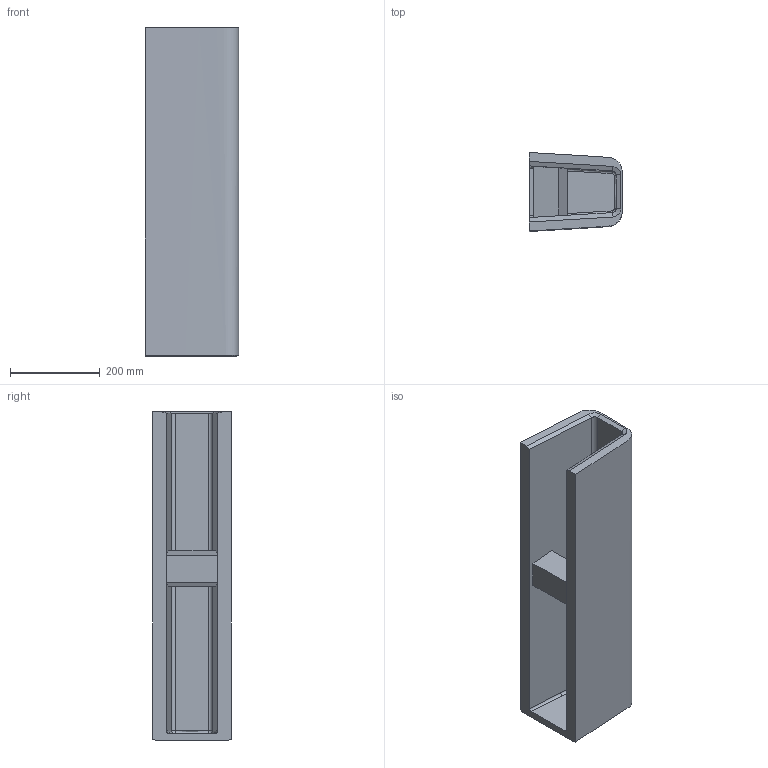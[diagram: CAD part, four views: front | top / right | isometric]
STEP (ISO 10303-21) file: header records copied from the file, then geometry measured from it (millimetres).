
FILE_DESCRIPTION(/* description */ (''),/* implementation_level */ '2;1');
FILE_NAME(/* name */ '085839',/* time_stamp */ '2021-01-04T07:57:49+01:00',/* author */ (''),/* organization */ (''),/* preprocessor_version */ 'ST-DEVELOPER v15',/* originating_system */ '',/* authorisation */ '');
FILE_SCHEMA (('AUTOMOTIVE_DESIGN'));
Length unit declared in the file: millimetre
Products named in the file (1): Document
Bounding box: 208.73 x 175 x 733 mm (x, y, z)
Volume: 10592972.5 mm3; surface area: 866762.5 mm2
Topology: 1 solids, 1 shells, 25 faces, 61 edges, 38 vertices
Faces by surface type: bspline 13, plane 12
Entity records: 1561 total; most frequent: CARTESIAN_POINT 1145, ORIENTED_EDGE 122, EDGE_CURVE 61, B_SPLINE_CURVE_WITH_KNOTS 50, VERTEX_POINT 38, EDGE_LOOP 27, ADVANCED_FACE 25, FACE_OUTER_BOUND 25
